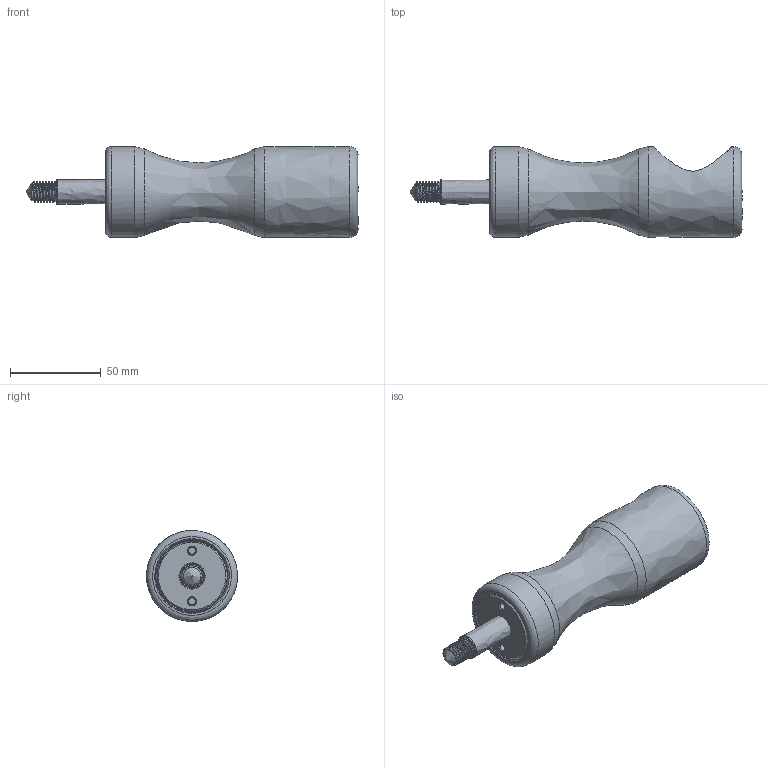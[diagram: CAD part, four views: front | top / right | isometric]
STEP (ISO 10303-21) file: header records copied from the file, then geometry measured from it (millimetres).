
FILE_DESCRIPTION(('FreeCAD Model'),'2;1');
FILE_NAME('Open CASCADE Shape Model','2025-05-02T02:22:26',('FreeCAD'),( 'FreeCAD'),'Open CASCADE STEP processor 7.6','FreeCAD','Unknown');
FILE_SCHEMA(('AUTOMOTIVE_DESIGN { 1 0 10303 214 1 1 1 1 }'));
Products named in the file (1): Open CASCADE STEP translator 7.6 1
Bounding box: 183.27 x 50.14 x 50.17 mm (x, y, z)
Volume: 140007.5 mm3; surface area: 57265.6 mm2
Topology: 7 solids, 7 shells, 379 faces, 862 edges, 505 vertices
Faces by surface type: bspline 379
Entity records: 36066 total; most frequent: CARTESIAN_POINT 30768, ORIENTED_EDGE 1724, EDGE_CURVE 862, B_SPLINE_CURVE_WITH_KNOTS 722, VERTEX_POINT 505, FACE_BOUND 395, EDGE_LOOP 395, ADVANCED_FACE 379
